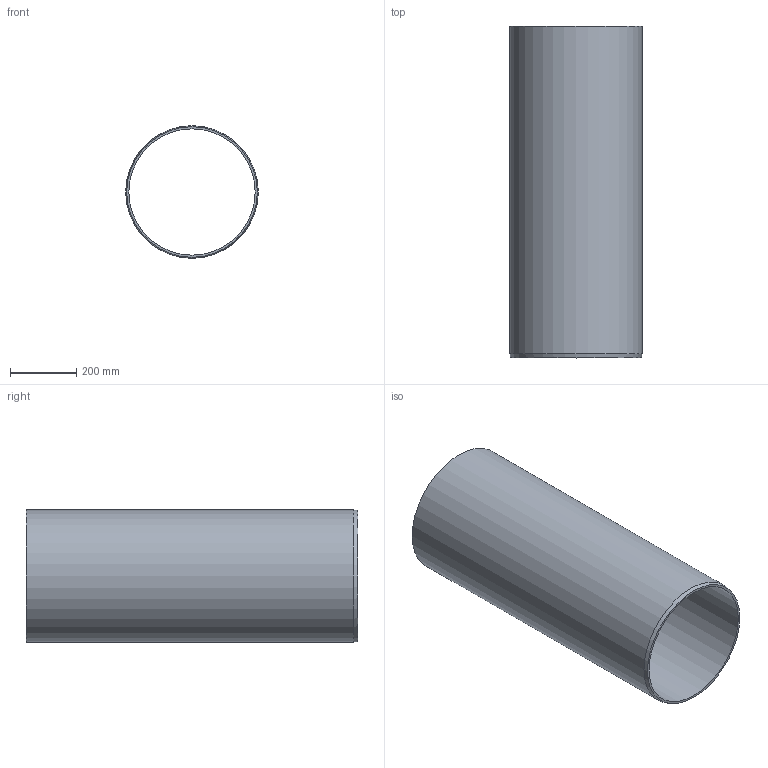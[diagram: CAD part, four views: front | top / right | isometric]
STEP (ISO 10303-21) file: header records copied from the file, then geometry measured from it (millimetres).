
FILE_DESCRIPTION(/* description */ (''),/* implementation_level */ '2;1');
FILE_NAME(/* name */ '660620.stp',/* time_stamp */ '2023-06-27T11:29:42+02:00',/* author */ ('corinna'),/* organization */ (''),/* preprocessor_version */ 'ST-DEVELOPER v18',/* originating_system */ 'Autodesk Inventor 2020',/* authorisation */ '');
FILE_SCHEMA (('AUTOMOTIVE_DESIGN { 1 0 10303 214 3 1 1 }'));
Length unit declared in the file: millimetre
Products named in the file (1): 660620
Bounding box: 400 x 1000 x 400 mm (x, y, z)
Volume: 11989211.1 mm3; surface area: 2472123.9 mm2
Topology: 1 solids, 1 shells, 5 faces, 10 edges, 7 vertices
Faces by surface type: cylinder 2, plane 2, cone 1
Full cylindrical faces by diameter (mm): 380.4 x1, 400 x1
Entity records: 184 total; most frequent: DIRECTION 29, CARTESIAN_POINT 23, ORIENTED_EDGE 20, AXIS2_PLACEMENT_3D 13, EDGE_CURVE 10, EDGE_LOOP 7, CIRCLE 7, VERTEX_POINT 7
